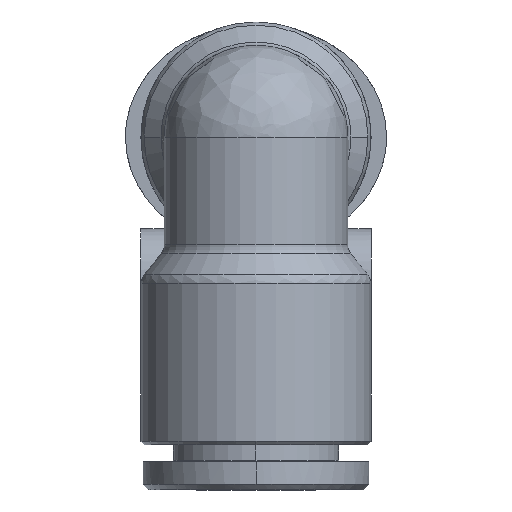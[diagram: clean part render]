
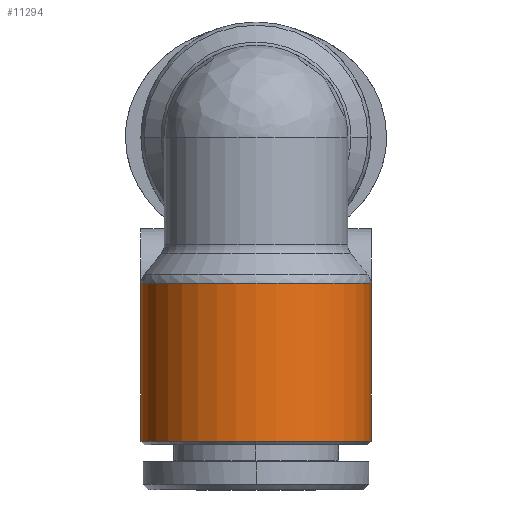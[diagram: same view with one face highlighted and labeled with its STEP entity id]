
A CAD part, left-side view. The second image highlights one B-rep face of the part: STEP entity #11294.
In plain terms, the highlighted cylindrical face has radius 8.15 mm (diameter 16.3 mm), a partial arc.
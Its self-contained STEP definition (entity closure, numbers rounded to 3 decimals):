
#1791 = AXIS2_PLACEMENT_3D ( 'NONE', #14271, #2822, #7366 ) ;
#2044 = EDGE_LOOP ( 'NONE', ( #13977, #12216, #6864, #14836, #8089 ) ) ;
#2822 = DIRECTION ( 'NONE',  ( 0., 0., 1. ) ) ;
#4420 = CARTESIAN_POINT ( 'NONE',  ( -9.233, -8.15, -10.359 ) ) ;
#5480 = CIRCLE ( 'NONE', #7442, 8.15 ) ;
#5908 = VECTOR ( 'NONE', #19276, 1000. ) ;
#6006 = CARTESIAN_POINT ( 'NONE',  ( -9.233, 0., -10.359 ) ) ;
#6864 = ORIENTED_EDGE ( 'NONE', *, *, #24590, .F. ) ;
#7366 = DIRECTION ( 'NONE',  ( 0., -1., 0. ) ) ;
#7442 = AXIS2_PLACEMENT_3D ( 'NONE', #9615, #24959, #27185 ) ;
#8089 = ORIENTED_EDGE ( 'NONE', *, *, #24725, .T. ) ;
#8668 = LINE ( 'NONE', #12637, #14906 ) ;
#8725 = FACE_OUTER_BOUND ( 'NONE', #2044, .T. ) ;
#9477 = AXIS2_PLACEMENT_3D ( 'NONE', #6006, #21242, #19383 ) ;
#9615 = CARTESIAN_POINT ( 'NONE',  ( -9.233, 0., -21.55 ) ) ;
#11091 = CARTESIAN_POINT ( 'NONE',  ( -9.233, 8.15, -21.55 ) ) ;
#11294 = ADVANCED_FACE ( 'NONE', ( #8725 ), #26440, .T. ) ;
#11463 = EDGE_CURVE ( 'NONE', #24728, #17162, #11803, .T. ) ;
#11803 = LINE ( 'NONE', #25884, #5908 ) ;
#12216 = ORIENTED_EDGE ( 'NONE', *, *, #24151, .F. ) ;
#12378 = CIRCLE ( 'NONE', #9477, 8.15 ) ;
#12637 = CARTESIAN_POINT ( 'NONE',  ( -9.233, 8.15, -15. ) ) ;
#12926 = CARTESIAN_POINT ( 'NONE',  ( -9.233, 8.15, -10.359 ) ) ;
#13977 = ORIENTED_EDGE ( 'NONE', *, *, #26549, .F. ) ;
#14271 = CARTESIAN_POINT ( 'NONE',  ( -9.233, 0., -15. ) ) ;
#14836 = ORIENTED_EDGE ( 'NONE', *, *, #11463, .T. ) ;
#14906 = VECTOR ( 'NONE', #17117, 1000. ) ;
#15659 = VERTEX_POINT ( 'NONE', #11091 ) ;
#17117 = DIRECTION ( 'NONE',  ( 0., 0., 1. ) ) ;
#17162 = VERTEX_POINT ( 'NONE', #4420 ) ;
#19276 = DIRECTION ( 'NONE',  ( 0., 0., 1. ) ) ;
#19383 = DIRECTION ( 'NONE',  ( 0., -1., 0. ) ) ;
#20836 = DIRECTION ( 'NONE',  ( 0., 0., -1. ) ) ;
#21116 = VERTEX_POINT ( 'NONE', #24522 ) ;
#21242 = DIRECTION ( 'NONE',  ( 0., 0., -1. ) ) ;
#21590 = VERTEX_POINT ( 'NONE', #12926 ) ;
#22868 = AXIS2_PLACEMENT_3D ( 'NONE', #25218, #20836, #23254 ) ;
#23254 = DIRECTION ( 'NONE',  ( 0., 1., 0. ) ) ;
#23899 = CIRCLE ( 'NONE', #22868, 8.15 ) ;
#24151 = EDGE_CURVE ( 'NONE', #21116, #15659, #23899, .T. ) ;
#24522 = CARTESIAN_POINT ( 'NONE',  ( -17.383, 0., -21.55 ) ) ;
#24590 = EDGE_CURVE ( 'NONE', #24728, #21116, #5480, .T. ) ;
#24725 = EDGE_CURVE ( 'NONE', #17162, #21590, #12378, .T. ) ;
#24728 = VERTEX_POINT ( 'NONE', #28107 ) ;
#24959 = DIRECTION ( 'NONE',  ( 0., 0., -1. ) ) ;
#25218 = CARTESIAN_POINT ( 'NONE',  ( -9.233, 0., -21.55 ) ) ;
#25884 = CARTESIAN_POINT ( 'NONE',  ( -9.233, -8.15, -15. ) ) ;
#26440 = CYLINDRICAL_SURFACE ( 'NONE', #1791, 8.15 ) ;
#26549 = EDGE_CURVE ( 'NONE', #15659, #21590, #8668, .T. ) ;
#27185 = DIRECTION ( 'NONE',  ( 0., 1., 0. ) ) ;
#28107 = CARTESIAN_POINT ( 'NONE',  ( -9.233, -8.15, -21.55 ) ) ;
